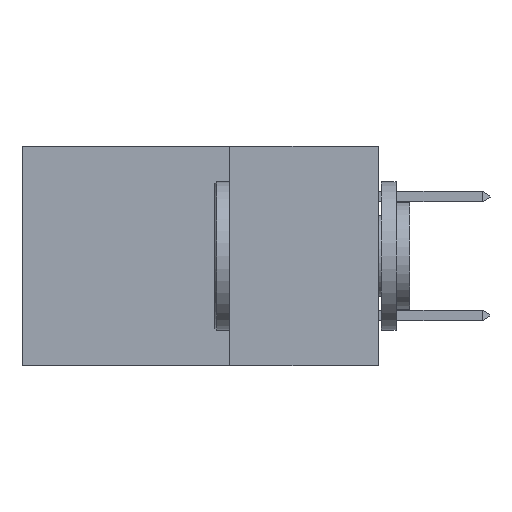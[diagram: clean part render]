
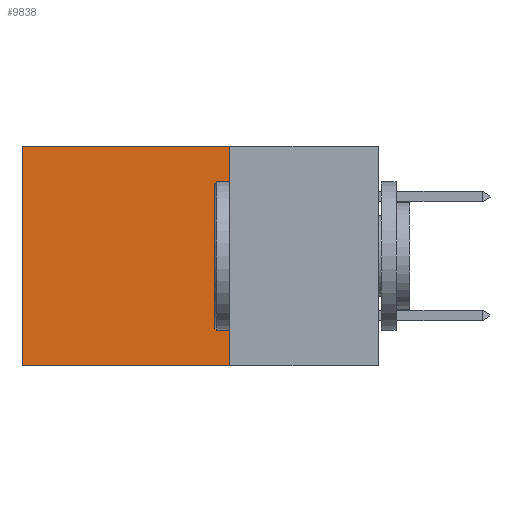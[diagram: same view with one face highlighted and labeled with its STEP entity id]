
A CAD part, left-side view. The second image highlights one B-rep face of the part: STEP entity #9838.
In plain terms, the highlighted planar face has unit normal (-1, 0, 0).
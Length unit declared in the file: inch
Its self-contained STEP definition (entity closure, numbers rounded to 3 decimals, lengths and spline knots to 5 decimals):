
#46 = LINE ( 'NONE', #10731, #7176 ) ;
#164 = CARTESIAN_POINT ( 'NONE',  ( 0.298, 0.6, 0. ) ) ;
#377 = AXIS2_PLACEMENT_3D ( 'NONE', #6129, #11489, #8227 ) ;
#547 = ORIENTED_EDGE ( 'NONE', *, *, #3095, .F. ) ;
#802 = ORIENTED_EDGE ( 'NONE', *, *, #1114, .F. ) ;
#1114 = EDGE_CURVE ( 'NONE', #5486, #10192, #3292, .T. ) ;
#1126 = CARTESIAN_POINT ( 'NONE',  ( 0.298, 0.25, -0.37 ) ) ;
#1257 = DIRECTION ( 'NONE',  ( 0., 0., -1. ) ) ;
#1764 = VERTEX_POINT ( 'NONE', #164 ) ;
#1960 = CARTESIAN_POINT ( 'NONE',  ( 0.298, 0.25, -0.37 ) ) ;
#2010 = DIRECTION ( 'NONE',  ( 0., 1., 0. ) ) ;
#2158 = ORIENTED_EDGE ( 'NONE', *, *, #7159, .T. ) ;
#2559 = PLANE ( 'NONE',  #377 ) ;
#2926 = LINE ( 'NONE', #7743, #5941 ) ;
#3095 = EDGE_CURVE ( 'NONE', #10192, #11305, #11475, .T. ) ;
#3292 = LINE ( 'NONE', #8827, #6988 ) ;
#3701 = CARTESIAN_POINT ( 'NONE',  ( 0.298, 0.25, 0. ) ) ;
#5486 = VERTEX_POINT ( 'NONE', #3701 ) ;
#5593 = DIRECTION ( 'NONE',  ( 0., 1., 0. ) ) ;
#5941 = VECTOR ( 'NONE', #5593, 39.37008 ) ;
#6129 = CARTESIAN_POINT ( 'NONE',  ( 0.298, 0.25, 0. ) ) ;
#6945 = CARTESIAN_POINT ( 'NONE',  ( 0.298, 0.6, -0.37 ) ) ;
#6988 = VECTOR ( 'NONE', #1257, 39.37008 ) ;
#7159 = EDGE_CURVE ( 'NONE', #1764, #11305, #46, .T. ) ;
#7176 = VECTOR ( 'NONE', #12892, 39.37008 ) ;
#7743 = CARTESIAN_POINT ( 'NONE',  ( 0.298, 0.25, 0. ) ) ;
#7756 = VECTOR ( 'NONE', #2010, 39.37008 ) ;
#8227 = DIRECTION ( 'NONE',  ( 0., 0., -1. ) ) ;
#8759 = FACE_OUTER_BOUND ( 'NONE', #11767, .T. ) ;
#8827 = CARTESIAN_POINT ( 'NONE',  ( 0.298, 0.25, 0. ) ) ;
#9561 = EDGE_CURVE ( 'NONE', #5486, #1764, #2926, .T. ) ;
#9838 = ADVANCED_FACE ( 'NONE', ( #8759 ), #2559, .F. ) ;
#10192 = VERTEX_POINT ( 'NONE', #1126 ) ;
#10731 = CARTESIAN_POINT ( 'NONE',  ( 0.298, 0.6, 0. ) ) ;
#11305 = VERTEX_POINT ( 'NONE', #6945 ) ;
#11475 = LINE ( 'NONE', #1960, #7756 ) ;
#11489 = DIRECTION ( 'NONE',  ( 1., 0., 0. ) ) ;
#11767 = EDGE_LOOP ( 'NONE', ( #2158, #547, #802, #12067 ) ) ;
#12067 = ORIENTED_EDGE ( 'NONE', *, *, #9561, .T. ) ;
#12892 = DIRECTION ( 'NONE',  ( 0., 0., -1. ) ) ;
